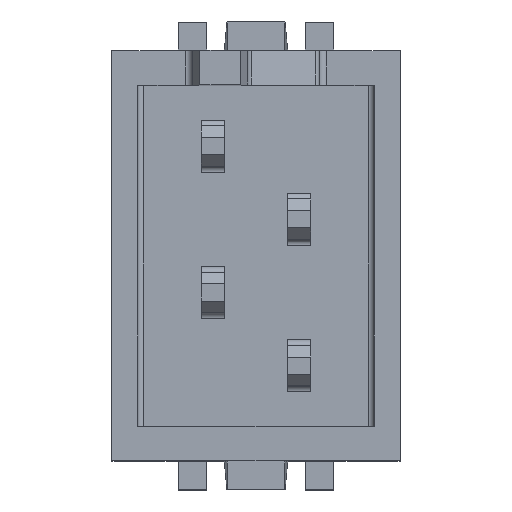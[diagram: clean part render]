
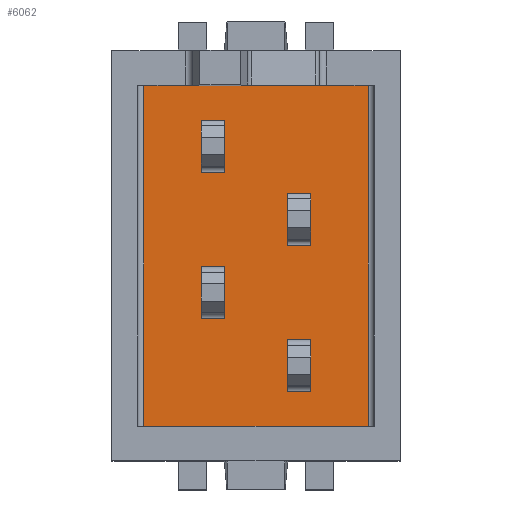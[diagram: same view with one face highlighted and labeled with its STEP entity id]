
A CAD part, top view. The second image highlights one B-rep face of the part: STEP entity #6062.
In plain terms, the highlighted planar face has unit normal (0, 0, 1).
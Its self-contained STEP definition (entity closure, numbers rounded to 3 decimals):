
#282=ORIENTED_EDGE('',*,*,#1538,.T.);
#283=ORIENTED_EDGE('',*,*,#1539,.T.);
#284=ORIENTED_EDGE('',*,*,#1540,.T.);
#285=ORIENTED_EDGE('',*,*,#1541,.T.);
#286=ORIENTED_EDGE('',*,*,#1542,.F.);
#287=ORIENTED_EDGE('',*,*,#1543,.F.);
#288=ORIENTED_EDGE('',*,*,#1544,.F.);
#289=ORIENTED_EDGE('',*,*,#1545,.F.);
#290=ORIENTED_EDGE('',*,*,#1546,.F.);
#291=ORIENTED_EDGE('',*,*,#1547,.F.);
#292=ORIENTED_EDGE('',*,*,#1548,.F.);
#293=ORIENTED_EDGE('',*,*,#1549,.F.);
#294=ORIENTED_EDGE('',*,*,#1550,.F.);
#295=ORIENTED_EDGE('',*,*,#1551,.F.);
#296=ORIENTED_EDGE('',*,*,#1552,.F.);
#297=ORIENTED_EDGE('',*,*,#1553,.F.);
#298=ORIENTED_EDGE('',*,*,#1554,.F.);
#299=ORIENTED_EDGE('',*,*,#1555,.F.);
#300=ORIENTED_EDGE('',*,*,#1556,.F.);
#301=ORIENTED_EDGE('',*,*,#1557,.F.);
#1538=EDGE_CURVE('',#2162,#2163,#2570,.T.);
#1539=EDGE_CURVE('',#2163,#2164,#2571,.T.);
#1540=EDGE_CURVE('',#2164,#2165,#2572,.T.);
#1541=EDGE_CURVE('',#2165,#2162,#2573,.T.);
#1542=EDGE_CURVE('',#2166,#2167,#2574,.T.);
#1543=EDGE_CURVE('',#2168,#2166,#2575,.T.);
#1544=EDGE_CURVE('',#2169,#2168,#2576,.T.);
#1545=EDGE_CURVE('',#2167,#2169,#2577,.T.);
#1546=EDGE_CURVE('',#2170,#2171,#2578,.T.);
#1547=EDGE_CURVE('',#2172,#2170,#2579,.T.);
#1548=EDGE_CURVE('',#2173,#2172,#2580,.T.);
#1549=EDGE_CURVE('',#2171,#2173,#2581,.T.);
#1550=EDGE_CURVE('',#2174,#2175,#2582,.T.);
#1551=EDGE_CURVE('',#2176,#2174,#2583,.T.);
#1552=EDGE_CURVE('',#2177,#2176,#2584,.T.);
#1553=EDGE_CURVE('',#2175,#2177,#2585,.T.);
#1554=EDGE_CURVE('',#2178,#2179,#2586,.T.);
#1555=EDGE_CURVE('',#2180,#2178,#2587,.T.);
#1556=EDGE_CURVE('',#2181,#2180,#2588,.T.);
#1557=EDGE_CURVE('',#2179,#2181,#2589,.T.);
#2162=VERTEX_POINT('',#8077);
#2163=VERTEX_POINT('',#8078);
#2164=VERTEX_POINT('',#8080);
#2165=VERTEX_POINT('',#8082);
#2166=VERTEX_POINT('',#8085);
#2167=VERTEX_POINT('',#8086);
#2168=VERTEX_POINT('',#8088);
#2169=VERTEX_POINT('',#8090);
#2170=VERTEX_POINT('',#8093);
#2171=VERTEX_POINT('',#8094);
#2172=VERTEX_POINT('',#8096);
#2173=VERTEX_POINT('',#8098);
#2174=VERTEX_POINT('',#8101);
#2175=VERTEX_POINT('',#8102);
#2176=VERTEX_POINT('',#8104);
#2177=VERTEX_POINT('',#8106);
#2178=VERTEX_POINT('',#8109);
#2179=VERTEX_POINT('',#8110);
#2180=VERTEX_POINT('',#8112);
#2181=VERTEX_POINT('',#8114);
#2570=LINE('',#8076,#3078);
#2571=LINE('',#8079,#3079);
#2572=LINE('',#8081,#3080);
#2573=LINE('',#8083,#3081);
#2574=LINE('',#8084,#3082);
#2575=LINE('',#8087,#3083);
#2576=LINE('',#8089,#3084);
#2577=LINE('',#8091,#3085);
#2578=LINE('',#8092,#3086);
#2579=LINE('',#8095,#3087);
#2580=LINE('',#8097,#3088);
#2581=LINE('',#8099,#3089);
#2582=LINE('',#8100,#3090);
#2583=LINE('',#8103,#3091);
#2584=LINE('',#8105,#3092);
#2585=LINE('',#8107,#3093);
#2586=LINE('',#8108,#3094);
#2587=LINE('',#8111,#3095);
#2588=LINE('',#8113,#3096);
#2589=LINE('',#8115,#3097);
#3078=VECTOR('',#6802,1000.);
#3079=VECTOR('',#6803,1000.);
#3080=VECTOR('',#6804,1000.);
#3081=VECTOR('',#6805,1000.);
#3082=VECTOR('',#6806,1000.);
#3083=VECTOR('',#6807,1000.);
#3084=VECTOR('',#6808,1000.);
#3085=VECTOR('',#6809,1000.);
#3086=VECTOR('',#6810,1000.);
#3087=VECTOR('',#6811,1000.);
#3088=VECTOR('',#6812,1000.);
#3089=VECTOR('',#6813,1000.);
#3090=VECTOR('',#6814,1000.);
#3091=VECTOR('',#6815,1000.);
#3092=VECTOR('',#6816,1000.);
#3093=VECTOR('',#6817,1000.);
#3094=VECTOR('',#6818,1000.);
#3095=VECTOR('',#6819,1000.);
#3096=VECTOR('',#6820,1000.);
#3097=VECTOR('',#6821,1000.);
#3566=EDGE_LOOP('',(#282,#283,#284,#285));
#3567=EDGE_LOOP('',(#286,#287,#288,#289));
#3568=EDGE_LOOP('',(#290,#291,#292,#293));
#3569=EDGE_LOOP('',(#294,#295,#296,#297));
#3570=EDGE_LOOP('',(#298,#299,#300,#301));
#3836=FACE_BOUND('',#3566,.T.);
#3837=FACE_BOUND('',#3567,.T.);
#3838=FACE_BOUND('',#3568,.T.);
#3839=FACE_BOUND('',#3569,.T.);
#3840=FACE_BOUND('',#3570,.T.);
#4106=PLANE('',#6345);
#6062=ADVANCED_FACE('',(#3836,#3837,#3838,#3839,#3840),#4106,.T.);
#6345=AXIS2_PLACEMENT_3D('',#8075,#6800,#6801);
#6800=DIRECTION('',(0.,0.,1.));
#6801=DIRECTION('',(1.,0.,0.));
#6802=DIRECTION('',(0.,-1.,0.));
#6803=DIRECTION('',(1.,0.,0.));
#6804=DIRECTION('',(0.,1.,0.));
#6805=DIRECTION('',(-1.,0.,0.));
#6806=DIRECTION('',(-1.,0.,0.));
#6807=DIRECTION('',(0.,1.,0.));
#6808=DIRECTION('',(1.,0.,0.));
#6809=DIRECTION('',(0.,-1.,0.));
#6810=DIRECTION('',(-1.,0.,0.));
#6811=DIRECTION('',(0.,1.,0.));
#6812=DIRECTION('',(1.,0.,0.));
#6813=DIRECTION('',(0.,-1.,0.));
#6814=DIRECTION('',(1.,0.,0.));
#6815=DIRECTION('',(0.,-1.,0.));
#6816=DIRECTION('',(-1.,0.,0.));
#6817=DIRECTION('',(0.,1.,0.));
#6818=DIRECTION('',(1.,0.,0.));
#6819=DIRECTION('',(0.,-1.,0.));
#6820=DIRECTION('',(-1.,0.,0.));
#6821=DIRECTION('',(0.,1.,0.));
#8075=CARTESIAN_POINT('',(-2.955,-2.05,1.7));
#8076=CARTESIAN_POINT('',(-2.955,2.05,1.7));
#8077=CARTESIAN_POINT('',(-2.955,1.95,1.7));
#8078=CARTESIAN_POINT('',(-2.955,-1.95,1.7));
#8079=CARTESIAN_POINT('',(2.955,-1.95,1.7));
#8080=CARTESIAN_POINT('',(2.955,-1.95,1.7));
#8081=CARTESIAN_POINT('',(2.955,-2.05,1.7));
#8082=CARTESIAN_POINT('',(2.955,1.95,1.7));
#8083=CARTESIAN_POINT('',(-2.955,1.95,1.7));
#8084=CARTESIAN_POINT('',(1.085,-0.55,1.7));
#8085=CARTESIAN_POINT('',(1.085,-0.55,1.7));
#8086=CARTESIAN_POINT('',(0.185,-0.55,1.7));
#8087=CARTESIAN_POINT('',(1.085,-0.95,1.7));
#8088=CARTESIAN_POINT('',(1.085,-0.95,1.7));
#8089=CARTESIAN_POINT('',(0.185,-0.95,1.7));
#8090=CARTESIAN_POINT('',(0.185,-0.95,1.7));
#8091=CARTESIAN_POINT('',(0.185,-0.55,1.7));
#8092=CARTESIAN_POINT('',(-1.455,-0.55,1.7));
#8093=CARTESIAN_POINT('',(-1.455,-0.55,1.7));
#8094=CARTESIAN_POINT('',(-2.355,-0.55,1.7));
#8095=CARTESIAN_POINT('',(-1.455,-0.95,1.7));
#8096=CARTESIAN_POINT('',(-1.455,-0.95,1.7));
#8097=CARTESIAN_POINT('',(-2.355,-0.95,1.7));
#8098=CARTESIAN_POINT('',(-2.355,-0.95,1.7));
#8099=CARTESIAN_POINT('',(-2.355,-0.55,1.7));
#8100=CARTESIAN_POINT('',(1.455,0.55,1.7));
#8101=CARTESIAN_POINT('',(1.455,0.55,1.7));
#8102=CARTESIAN_POINT('',(2.355,0.55,1.7));
#8103=CARTESIAN_POINT('',(1.455,0.95,1.7));
#8104=CARTESIAN_POINT('',(1.455,0.95,1.7));
#8105=CARTESIAN_POINT('',(2.355,0.95,1.7));
#8106=CARTESIAN_POINT('',(2.355,0.95,1.7));
#8107=CARTESIAN_POINT('',(2.355,0.55,1.7));
#8108=CARTESIAN_POINT('',(-1.085,0.55,1.7));
#8109=CARTESIAN_POINT('',(-1.085,0.55,1.7));
#8110=CARTESIAN_POINT('',(-0.185,0.55,1.7));
#8111=CARTESIAN_POINT('',(-1.085,0.95,1.7));
#8112=CARTESIAN_POINT('',(-1.085,0.95,1.7));
#8113=CARTESIAN_POINT('',(-0.185,0.95,1.7));
#8114=CARTESIAN_POINT('',(-0.185,0.95,1.7));
#8115=CARTESIAN_POINT('',(-0.185,0.55,1.7));
